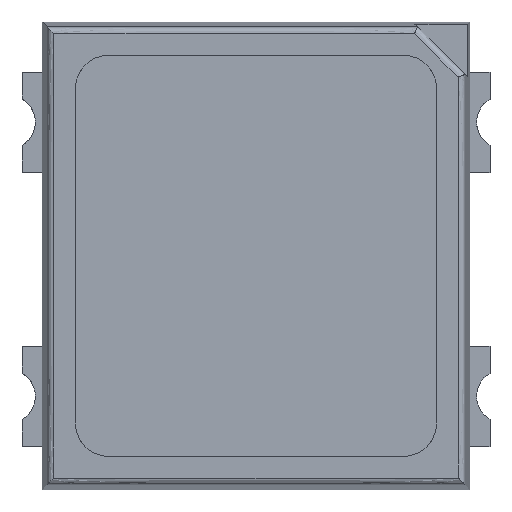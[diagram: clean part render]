
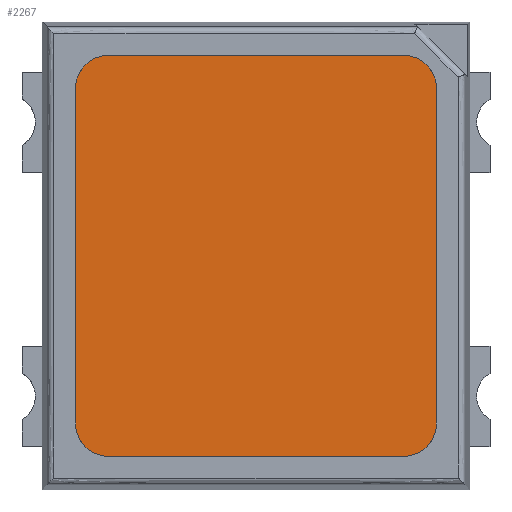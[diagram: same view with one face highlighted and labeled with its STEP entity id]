
A CAD part, top view. The second image highlights one B-rep face of the part: STEP entity #2267.
In plain terms, the highlighted planar face has unit normal (0, 0, 1).
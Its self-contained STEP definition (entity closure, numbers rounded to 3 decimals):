
#2010 = VERTEX_POINT('',#2011);
#2011 = CARTESIAN_POINT('',(-0.55,-0.75,0.55));
#2016 = EDGE_CURVE('',#2010,#2017,#2019,.T.);
#2017 = VERTEX_POINT('',#2018);
#2018 = CARTESIAN_POINT('',(-0.675,-0.625,0.55));
#2019 = ( BOUNDED_CURVE() B_SPLINE_CURVE(2,(#2020,#2021,#2022),
.UNSPECIFIED.,.F.,.F.) B_SPLINE_CURVE_WITH_KNOTS((3,3),(18.656,
19.049),.PIECEWISE_BEZIER_KNOTS.) CURVE() 
GEOMETRIC_REPRESENTATION_ITEM() RATIONAL_B_SPLINE_CURVE((1.,
0.707,1.)) REPRESENTATION_ITEM('') );
#2020 = CARTESIAN_POINT('',(-0.55,-0.75,0.55));
#2021 = CARTESIAN_POINT('',(-0.675,-0.75,0.55));
#2022 = CARTESIAN_POINT('',(-0.675,-0.625,0.55));
#2048 = VERTEX_POINT('',#2049);
#2049 = CARTESIAN_POINT('',(0.55,-0.75,0.55));
#2054 = EDGE_CURVE('',#2048,#2010,#2055,.T.);
#2055 = B_SPLINE_CURVE_WITH_KNOTS('',2,(#2056,#2057,#2058),
  .UNSPECIFIED.,.F.,.F.,(3,3),(16.456,18.656),
  .PIECEWISE_BEZIER_KNOTS.);
#2056 = CARTESIAN_POINT('',(0.55,-0.75,0.55));
#2057 = CARTESIAN_POINT('',(0.,-0.75,0.55));
#2058 = CARTESIAN_POINT('',(-0.55,-0.75,0.55));
#2080 = VERTEX_POINT('',#2081);
#2081 = CARTESIAN_POINT('',(0.675,-0.625,0.55));
#2086 = EDGE_CURVE('',#2080,#2048,#2087,.T.);
#2087 = ( BOUNDED_CURVE() B_SPLINE_CURVE(2,(#2088,#2089,#2090),
.UNSPECIFIED.,.F.,.F.) B_SPLINE_CURVE_WITH_KNOTS((3,3),(16.063,
16.456),.PIECEWISE_BEZIER_KNOTS.) CURVE() 
GEOMETRIC_REPRESENTATION_ITEM() RATIONAL_B_SPLINE_CURVE((1.,
0.707,1.)) REPRESENTATION_ITEM('') );
#2088 = CARTESIAN_POINT('',(0.675,-0.625,0.55));
#2089 = CARTESIAN_POINT('',(0.675,-0.75,0.55));
#2090 = CARTESIAN_POINT('',(0.55,-0.75,0.55));
#2112 = VERTEX_POINT('',#2113);
#2113 = CARTESIAN_POINT('',(0.675,0.625,0.55));
#2118 = EDGE_CURVE('',#2112,#2080,#2119,.T.);
#2119 = B_SPLINE_CURVE_WITH_KNOTS('',2,(#2120,#2121,#2122),
  .UNSPECIFIED.,.F.,.F.,(3,3),(13.563,16.063),
  .PIECEWISE_BEZIER_KNOTS.);
#2120 = CARTESIAN_POINT('',(0.675,0.625,0.55));
#2121 = CARTESIAN_POINT('',(0.675,0.,0.55));
#2122 = CARTESIAN_POINT('',(0.675,-0.625,0.55));
#2144 = VERTEX_POINT('',#2145);
#2145 = CARTESIAN_POINT('',(0.55,0.75,0.55));
#2150 = EDGE_CURVE('',#2144,#2112,#2151,.T.);
#2151 = ( BOUNDED_CURVE() B_SPLINE_CURVE(2,(#2152,#2153,#2154),
.UNSPECIFIED.,.F.,.F.) B_SPLINE_CURVE_WITH_KNOTS((3,3),(13.171,
13.563),.PIECEWISE_BEZIER_KNOTS.) CURVE() 
GEOMETRIC_REPRESENTATION_ITEM() RATIONAL_B_SPLINE_CURVE((1.,
0.707,1.)) REPRESENTATION_ITEM('') );
#2152 = CARTESIAN_POINT('',(0.55,0.75,0.55));
#2153 = CARTESIAN_POINT('',(0.675,0.75,0.55));
#2154 = CARTESIAN_POINT('',(0.675,0.625,0.55));
#2176 = VERTEX_POINT('',#2177);
#2177 = CARTESIAN_POINT('',(-0.55,0.75,0.55));
#2182 = EDGE_CURVE('',#2176,#2144,#2183,.T.);
#2183 = B_SPLINE_CURVE_WITH_KNOTS('',2,(#2184,#2185,#2186),
  .UNSPECIFIED.,.F.,.F.,(3,3),(10.971,13.171),
  .PIECEWISE_BEZIER_KNOTS.);
#2184 = CARTESIAN_POINT('',(-0.55,0.75,0.55));
#2185 = CARTESIAN_POINT('',(0.,0.75,0.55));
#2186 = CARTESIAN_POINT('',(0.55,0.75,0.55));
#2208 = VERTEX_POINT('',#2209);
#2209 = CARTESIAN_POINT('',(-0.675,0.625,0.55));
#2214 = EDGE_CURVE('',#2208,#2176,#2215,.T.);
#2215 = ( BOUNDED_CURVE() B_SPLINE_CURVE(2,(#2216,#2217,#2218),
.UNSPECIFIED.,.F.,.F.) B_SPLINE_CURVE_WITH_KNOTS((3,3),(10.578,
10.971),.PIECEWISE_BEZIER_KNOTS.) CURVE() 
GEOMETRIC_REPRESENTATION_ITEM() RATIONAL_B_SPLINE_CURVE((1.,
0.707,1.)) REPRESENTATION_ITEM('') );
#2216 = CARTESIAN_POINT('',(-0.675,0.625,0.55));
#2217 = CARTESIAN_POINT('',(-0.675,0.75,0.55));
#2218 = CARTESIAN_POINT('',(-0.55,0.75,0.55));
#2238 = EDGE_CURVE('',#2017,#2208,#2239,.T.);
#2239 = B_SPLINE_CURVE_WITH_KNOTS('',2,(#2240,#2241,#2242),
  .UNSPECIFIED.,.F.,.F.,(3,3),(8.078,10.578),
  .PIECEWISE_BEZIER_KNOTS.);
#2240 = CARTESIAN_POINT('',(-0.675,-0.625,0.55));
#2241 = CARTESIAN_POINT('',(-0.675,0.,0.55));
#2242 = CARTESIAN_POINT('',(-0.675,0.625,0.55));
#2267 = ADVANCED_FACE('',(#2268),#2278,.T.);
#2268 = FACE_BOUND('',#2269,.T.);
#2269 = EDGE_LOOP('',(#2270,#2271,#2272,#2273,#2274,#2275,#2276,#2277));
#2270 = ORIENTED_EDGE('',*,*,#2016,.F.);
#2271 = ORIENTED_EDGE('',*,*,#2054,.F.);
#2272 = ORIENTED_EDGE('',*,*,#2086,.F.);
#2273 = ORIENTED_EDGE('',*,*,#2118,.F.);
#2274 = ORIENTED_EDGE('',*,*,#2150,.F.);
#2275 = ORIENTED_EDGE('',*,*,#2182,.F.);
#2276 = ORIENTED_EDGE('',*,*,#2214,.F.);
#2277 = ORIENTED_EDGE('',*,*,#2238,.F.);
#2278 = PLANE('',#2279);
#2279 = AXIS2_PLACEMENT_3D('',#2280,#2281,#2282);
#2280 = CARTESIAN_POINT('',(0.844,0.938,0.55));
#2281 = DIRECTION('',(0.,0.,1.));
#2282 = DIRECTION('',(1.,0.,0.));
